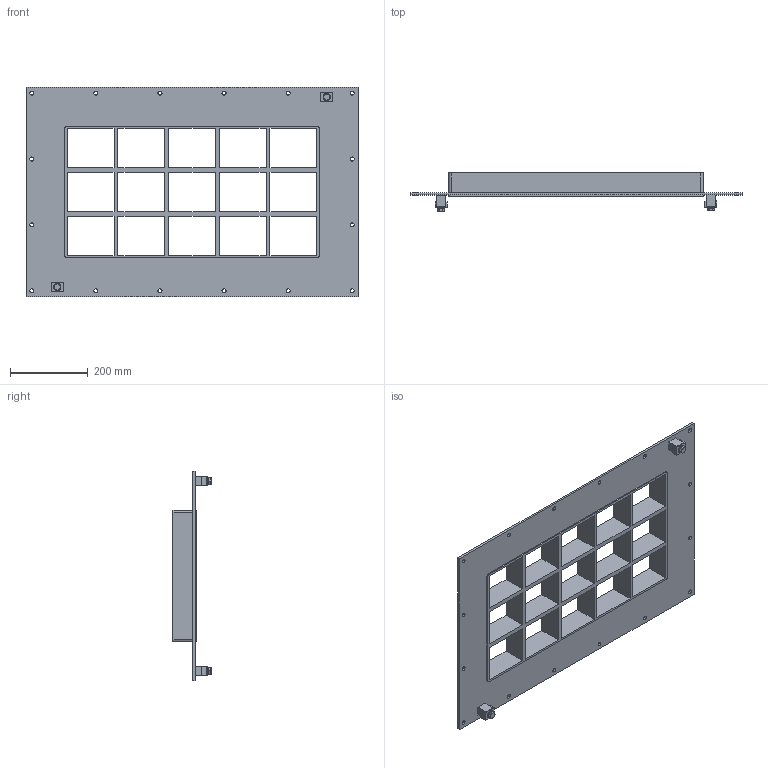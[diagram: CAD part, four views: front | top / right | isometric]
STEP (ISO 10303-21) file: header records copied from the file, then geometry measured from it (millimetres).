
FILE_DESCRIPTION((''),'2;1');
FILE_NAME('GHBG FL1002+2+2X5FL100.stp','2015-02-20T15:47:58',('se-emikul'),(''),'Autodesk Inventor 2013','Autodesk Inventor 2013','');
FILE_SCHEMA(('AUTOMOTIVE_DESIGN { 1 0 10303 214 1 1 1 1 }'));
Length unit declared in the file: millimetre
Products named in the file (1): GHBG FL1002+2+2X5FL100
Bounding box: 854.5 x 97.91 x 539 mm (x, y, z)
Volume: 3829461.8 mm3; surface area: 1098520.5 mm2
Topology: 9 solids, 9 shells, 178 faces, 479 edges, 325 vertices
Faces by surface type: plane 132, cylinder 36, cone 10
Full cylindrical faces by diameter (mm): 8.376 x2, 10 x2, 10.5 x16, 11 x4, 14.75 x2, 20 x2
Entity records: 5356 total; most frequent: CARTESIAN_POINT 941, ORIENTED_EDGE 848, DIRECTION 844, EDGE_CURVE 424, VECTOR 326, LINE 326, VERTEX_POINT 302, EDGE_LOOP 286
